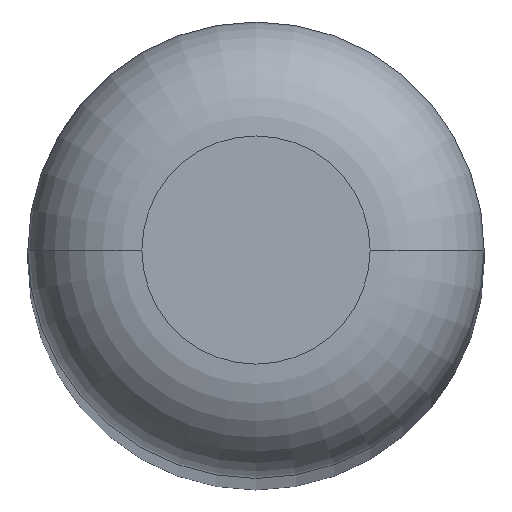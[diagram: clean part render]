
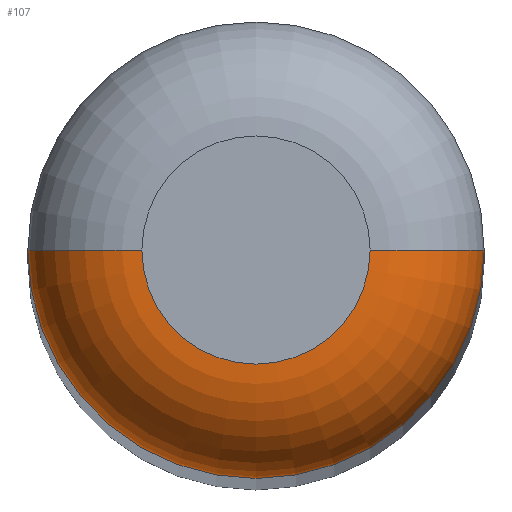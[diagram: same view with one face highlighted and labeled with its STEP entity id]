
A CAD part, top view. The second image highlights one B-rep face of the part: STEP entity #107.
In plain terms, the highlighted toroidal (fillet/blend) face has major radius 0.5 mm and minor radius 0.5 mm.
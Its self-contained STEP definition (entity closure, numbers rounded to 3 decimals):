
#5 = AXIS2_PLACEMENT_3D ( 'NONE', #113, #116, #127 ) ;
#8 = EDGE_LOOP ( 'NONE', ( #236, #42, #79, #135 ) ) ;
#35 = FACE_OUTER_BOUND ( 'NONE', #8, .T. ) ;
#42 = ORIENTED_EDGE ( 'NONE', *, *, #222, .F. ) ;
#43 = CIRCLE ( 'NONE', #225, 0.5 ) ;
#45 = VERTEX_POINT ( 'NONE', #69 ) ;
#50 = DIRECTION ( 'NONE',  ( 1., 0., 0. ) ) ;
#51 = DIRECTION ( 'NONE',  ( 0., 0., -1. ) ) ;
#52 = CIRCLE ( 'NONE', #227, 1. ) ;
#53 = CARTESIAN_POINT ( 'NONE',  ( 0., 0., 29.5 ) ) ;
#54 = DIRECTION ( 'NONE',  ( 0., 1., 0. ) ) ;
#55 = CARTESIAN_POINT ( 'NONE',  ( 1., 0., 29.5 ) ) ;
#67 = CARTESIAN_POINT ( 'NONE',  ( -1., 0., 29.5 ) ) ;
#68 = CARTESIAN_POINT ( 'NONE',  ( -0.5, 0., 29.5 ) ) ;
#69 = CARTESIAN_POINT ( 'NONE',  ( -0.5, 0., 30. ) ) ;
#79 = ORIENTED_EDGE ( 'NONE', *, *, #207, .T. ) ;
#80 = VERTEX_POINT ( 'NONE', #55 ) ;
#83 = CIRCLE ( 'NONE', #216, 0.5 ) ;
#86 = DIRECTION ( 'NONE',  ( 1., 0., 0. ) ) ;
#107 = ADVANCED_FACE ( 'NONE', ( #35 ), #172, .T. ) ;
#109 = DIRECTION ( 'NONE',  ( 0., 0., 1. ) ) ;
#111 = CARTESIAN_POINT ( 'NONE',  ( 0., 0., 30. ) ) ;
#113 = CARTESIAN_POINT ( 'NONE',  ( 0., 0., 29.5 ) ) ;
#116 = DIRECTION ( 'NONE',  ( 0., 0., 1. ) ) ;
#127 = DIRECTION ( 'NONE',  ( 1., 0., 0. ) ) ;
#131 = CIRCLE ( 'NONE', #198, 0.5 ) ;
#135 = ORIENTED_EDGE ( 'NONE', *, *, #136, .F. ) ;
#136 = EDGE_CURVE ( 'NONE', #45, #140, #43, .T. ) ;
#140 = VERTEX_POINT ( 'NONE', #209 ) ;
#152 = EDGE_CURVE ( 'NONE', #169, #45, #83, .T. ) ;
#169 = VERTEX_POINT ( 'NONE', #67 ) ;
#172 = TOROIDAL_SURFACE ( 'NONE', #5, 0.5, 0.5 ) ;
#181 = DIRECTION ( 'NONE',  ( -1., 0., 0. ) ) ;
#198 = AXIS2_PLACEMENT_3D ( 'NONE', #224, #208, #202 ) ;
#202 = DIRECTION ( 'NONE',  ( 0., 0., -1. ) ) ;
#207 = EDGE_CURVE ( 'NONE', #80, #140, #131, .T. ) ;
#208 = DIRECTION ( 'NONE',  ( 0., -1., 0. ) ) ;
#209 = CARTESIAN_POINT ( 'NONE',  ( 0.5, 0., 30. ) ) ;
#216 = AXIS2_PLACEMENT_3D ( 'NONE', #68, #54, #181 ) ;
#222 = EDGE_CURVE ( 'NONE', #80, #169, #52, .T. ) ;
#224 = CARTESIAN_POINT ( 'NONE',  ( 0.5, 0., 29.5 ) ) ;
#225 = AXIS2_PLACEMENT_3D ( 'NONE', #111, #109, #86 ) ;
#227 = AXIS2_PLACEMENT_3D ( 'NONE', #53, #51, #50 ) ;
#236 = ORIENTED_EDGE ( 'NONE', *, *, #152, .F. ) ;
